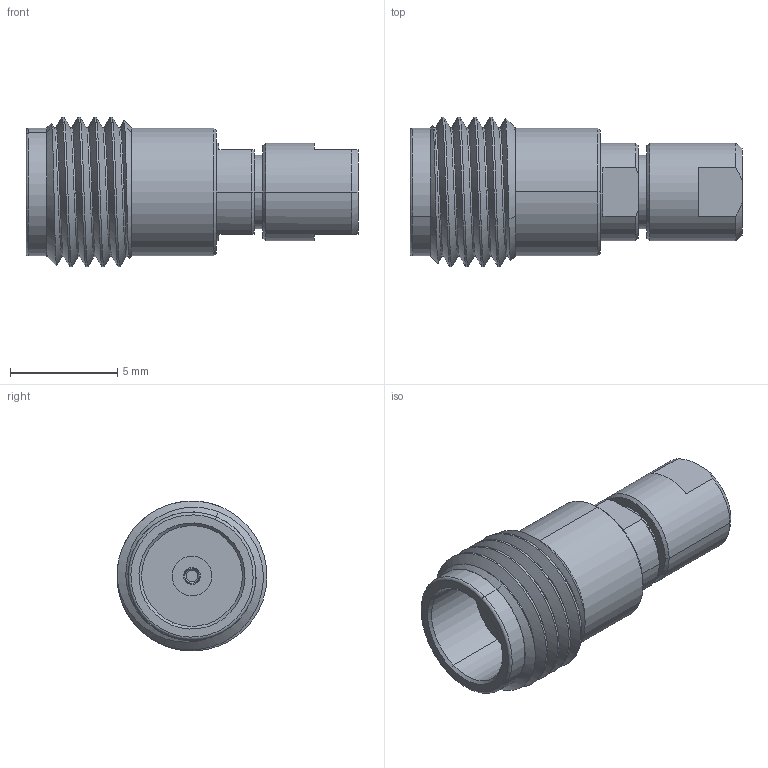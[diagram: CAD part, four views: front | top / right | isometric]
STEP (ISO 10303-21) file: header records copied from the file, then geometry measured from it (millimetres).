
FILE_DESCRIPTION (( 'STEP AP214' ), '1' );
FILE_NAME ('SC5881_3D.step', '2023-11-29T19:01:41', ( '' ), ( '' ), 'SwSTEP 2.0', 'SolidWorks 2022', '' );
FILE_SCHEMA (( 'AUTOMOTIVE_DESIGN' ));
Length unit declared in the file: inch
Products named in the file (1): SC5881_3D
Bounding box: 15.49 x 7 x 6.99 mm (x, y, z)
Volume: 305 mm3; surface area: 474.4 mm2
Topology: 1 solids, 1 shells, 93 faces, 233 edges, 151 vertices
Faces by surface type: plane 35, cylinder 29, cone 24, bspline 3, torus 2
Entity records: 4153 total; most frequent: CARTESIAN_POINT 1915, ORIENTED_EDGE 466, DIRECTION 465, EDGE_CURVE 233, AXIS2_PLACEMENT_3D 187, VERTEX_POINT 151, EDGE_LOOP 102, CIRCLE 96
